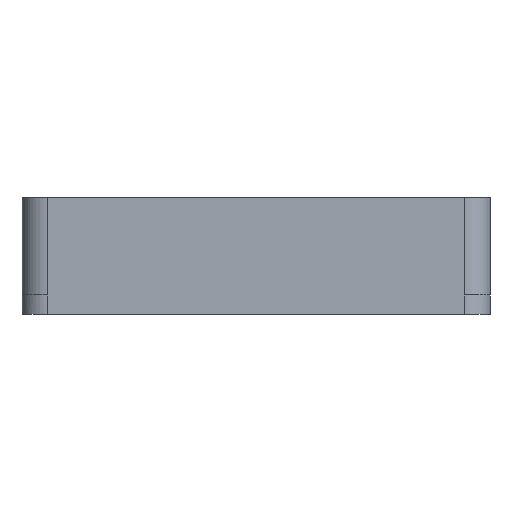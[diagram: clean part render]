
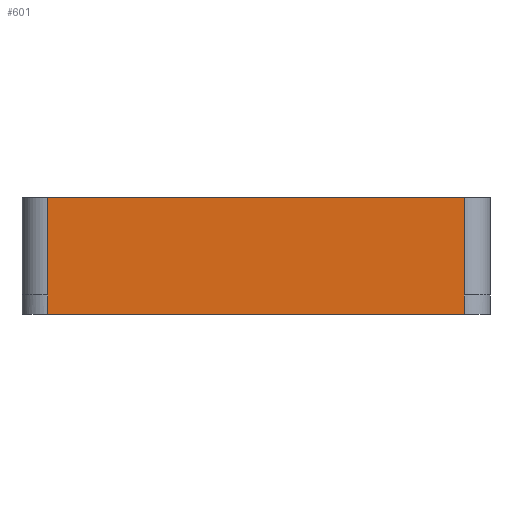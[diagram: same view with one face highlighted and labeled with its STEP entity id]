
A CAD part, left-side view. The second image highlights one B-rep face of the part: STEP entity #601.
In plain terms, the highlighted planar face has unit normal (-1, 0, 0).
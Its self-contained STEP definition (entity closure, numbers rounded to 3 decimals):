
#601=ADVANCED_FACE('',(#1119),#8435,.T.);
#1119=FACE_OUTER_BOUND('',#1709,.T.);
#1709=EDGE_LOOP('',(#4353,#4354,#4355,#4356,#4357,#4358));
#4353=ORIENTED_EDGE('',*,*,#4381,.T.);
#4354=ORIENTED_EDGE('',*,*,#4382,.F.);
#4355=ORIENTED_EDGE('',*,*,#4378,.F.);
#4356=ORIENTED_EDGE('',*,*,#4410,.T.);
#4357=ORIENTED_EDGE('',*,*,#4411,.F.);
#4358=ORIENTED_EDGE('',*,*,#4408,.F.);
#4378=EDGE_CURVE('',#7042,#7043,#7006,.T.);
#4381=EDGE_CURVE('',#7045,#7046,#7009,.T.);
#4382=EDGE_CURVE('',#7043,#7046,#7010,.T.);
#4408=EDGE_CURVE('',#7045,#7063,#7036,.T.);
#4410=EDGE_CURVE('',#7042,#7064,#7038,.T.);
#4411=EDGE_CURVE('',#7063,#7064,#7039,.T.);
#7006=(
BOUNDED_CURVE()
B_SPLINE_CURVE(1,(#10918,#10919),.UNSPECIFIED.,.F.,.F.)
B_SPLINE_CURVE_WITH_KNOTS((2,2),(0.,3.),.UNSPECIFIED.)
CURVE()
GEOMETRIC_REPRESENTATION_ITEM()
RATIONAL_B_SPLINE_CURVE((1.,1.))
REPRESENTATION_ITEM('')
);
#7009=(
BOUNDED_CURVE()
B_SPLINE_CURVE(1,(#10925,#10926),.UNSPECIFIED.,.F.,.F.)
B_SPLINE_CURVE_WITH_KNOTS((2,2),(0.,3.),.UNSPECIFIED.)
CURVE()
GEOMETRIC_REPRESENTATION_ITEM()
RATIONAL_B_SPLINE_CURVE((1.,1.))
REPRESENTATION_ITEM('')
);
#7010=(
BOUNDED_CURVE()
B_SPLINE_CURVE(2,(#10927,#10928,#10929),.UNSPECIFIED.,.F.,.F.)
B_SPLINE_CURVE_WITH_KNOTS((3,3),(-1684.588,-1629.477),
 .UNSPECIFIED.)
CURVE()
GEOMETRIC_REPRESENTATION_ITEM()
RATIONAL_B_SPLINE_CURVE((1.,1.,1.))
REPRESENTATION_ITEM('')
);
#7036=(
BOUNDED_CURVE()
B_SPLINE_CURVE(1,(#10994,#10995),.UNSPECIFIED.,.F.,.F.)
B_SPLINE_CURVE_WITH_KNOTS((2,2),(0.,15.),.UNSPECIFIED.)
CURVE()
GEOMETRIC_REPRESENTATION_ITEM()
RATIONAL_B_SPLINE_CURVE((1.,1.))
REPRESENTATION_ITEM('')
);
#7038=(
BOUNDED_CURVE()
B_SPLINE_CURVE(1,(#10999,#11000),.UNSPECIFIED.,.F.,.F.)
B_SPLINE_CURVE_WITH_KNOTS((2,2),(0.,15.),.UNSPECIFIED.)
CURVE()
GEOMETRIC_REPRESENTATION_ITEM()
RATIONAL_B_SPLINE_CURVE((1.,1.))
REPRESENTATION_ITEM('')
);
#7039=(
BOUNDED_CURVE()
B_SPLINE_CURVE(2,(#11001,#11002,#11003),.UNSPECIFIED.,.F.,.F.)
B_SPLINE_CURVE_WITH_KNOTS((3,3),(1629.477,1684.588),
 .UNSPECIFIED.)
CURVE()
GEOMETRIC_REPRESENTATION_ITEM()
RATIONAL_B_SPLINE_CURVE((1.,1.,1.))
REPRESENTATION_ITEM('')
);
#7042=VERTEX_POINT('',#10028);
#7043=VERTEX_POINT('',#10029);
#7045=VERTEX_POINT('',#10031);
#7046=VERTEX_POINT('',#10032);
#7063=VERTEX_POINT('',#10049);
#7064=VERTEX_POINT('',#10050);
#8435=PLANE('',#8981);
#8981=AXIS2_PLACEMENT_3D('',#10023,#9502,$);
#9502=DIRECTION('',(-1.,0.,0.));
#10023=CARTESIAN_POINT('',(-75.,-27.,15.));
#10028=CARTESIAN_POINT('',(-75.,-27.,0.));
#10029=CARTESIAN_POINT('',(-75.,-27.,-3.));
#10031=CARTESIAN_POINT('',(-75.,37.,0.));
#10032=CARTESIAN_POINT('',(-75.,37.,-3.));
#10049=CARTESIAN_POINT('',(-75.,37.,15.));
#10050=CARTESIAN_POINT('',(-75.,-27.,15.));
#10918=CARTESIAN_POINT('',(-75.,-27.,0.));
#10919=CARTESIAN_POINT('',(-75.,-27.,-3.));
#10925=CARTESIAN_POINT('',(-75.,37.,0.));
#10926=CARTESIAN_POINT('',(-75.,37.,-3.));
#10927=CARTESIAN_POINT('',(-75.,-27.,-3.));
#10928=CARTESIAN_POINT('',(-75.,5.,-3.));
#10929=CARTESIAN_POINT('',(-75.,37.,-3.));
#10994=CARTESIAN_POINT('',(-75.,37.,0.));
#10995=CARTESIAN_POINT('',(-75.,37.,15.));
#10999=CARTESIAN_POINT('',(-75.,-27.,0.));
#11000=CARTESIAN_POINT('',(-75.,-27.,15.));
#11001=CARTESIAN_POINT('',(-75.,37.,15.));
#11002=CARTESIAN_POINT('',(-75.,5.,15.));
#11003=CARTESIAN_POINT('',(-75.,-27.,15.));
